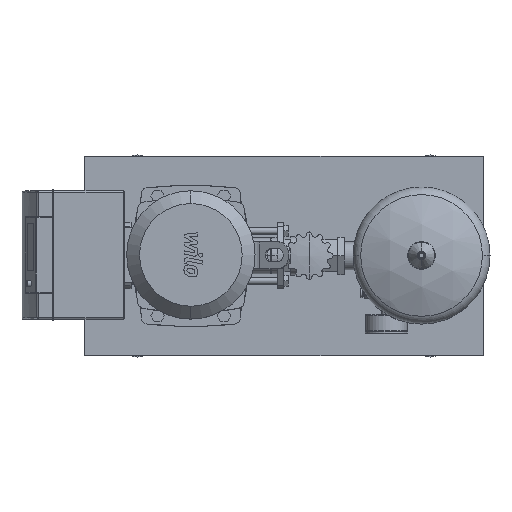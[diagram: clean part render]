
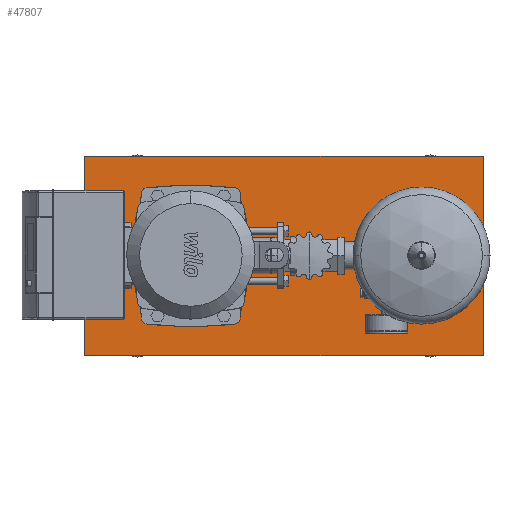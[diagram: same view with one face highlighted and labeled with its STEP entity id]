
A CAD part, top view. The second image highlights one B-rep face of the part: STEP entity #47807.
In plain terms, the highlighted planar face has unit normal (0, 0, 1).
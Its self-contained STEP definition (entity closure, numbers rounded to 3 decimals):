
#47768=CARTESIAN_POINT('',(-160.0,0.,90.0));
#47769=DIRECTION('',(0.0,0.0,1.0));
#47770=DIRECTION('',(0.0,-1.0,0.0));
#47771=AXIS2_PLACEMENT_3D('',#47768,#47769,#47770);
#47772=PLANE('',#47771);
#47773=CARTESIAN_POINT('',(440.0,-150.,90.));
#47774=VERTEX_POINT('',#47773);
#47775=CARTESIAN_POINT('',(440.0,150.,90.));
#47776=VERTEX_POINT('',#47775);
#47777=CARTESIAN_POINT('',(440.0,-150.,90.));
#47778=DIRECTION('',(0.0,1.0,0.0));
#47779=VECTOR('',#47778,300.0);
#47780=LINE('',#47777,#47779);
#47781=EDGE_CURVE('',#47774,#47776,#47780,.T.);
#47782=ORIENTED_EDGE('',*,*,#47781,.T.);
#47783=CARTESIAN_POINT('',(-160.0,150.,90.));
#47784=VERTEX_POINT('',#47783);
#47785=CARTESIAN_POINT('',(-160.0,150.,90.));
#47786=DIRECTION('',(1.0,0.0,0.0));
#47787=VECTOR('',#47786,600.0);
#47788=LINE('',#47785,#47787);
#47789=EDGE_CURVE('',#47784,#47776,#47788,.T.);
#47790=ORIENTED_EDGE('',*,*,#47789,.F.);
#47791=CARTESIAN_POINT('',(-160.0,-150.,90.));
#47792=VERTEX_POINT('',#47791);
#47793=CARTESIAN_POINT('',(-160.0,150.,90.));
#47794=DIRECTION('',(0.0,-1.0,0.0));
#47795=VECTOR('',#47794,300.0);
#47796=LINE('',#47793,#47795);
#47797=EDGE_CURVE('',#47784,#47792,#47796,.T.);
#47798=ORIENTED_EDGE('',*,*,#47797,.T.);
#47799=CARTESIAN_POINT('',(-160.0,-150.,90.));
#47800=DIRECTION('',(1.0,0.0,0.0));
#47801=VECTOR('',#47800,600.0);
#47802=LINE('',#47799,#47801);
#47803=EDGE_CURVE('',#47792,#47774,#47802,.T.);
#47804=ORIENTED_EDGE('',*,*,#47803,.T.);
#47805=EDGE_LOOP('',(#47782,#47790,#47798,#47804));
#47806=FACE_OUTER_BOUND('',#47805,.T.);
#47807=ADVANCED_FACE('',(#47806),#47772,.T.);
